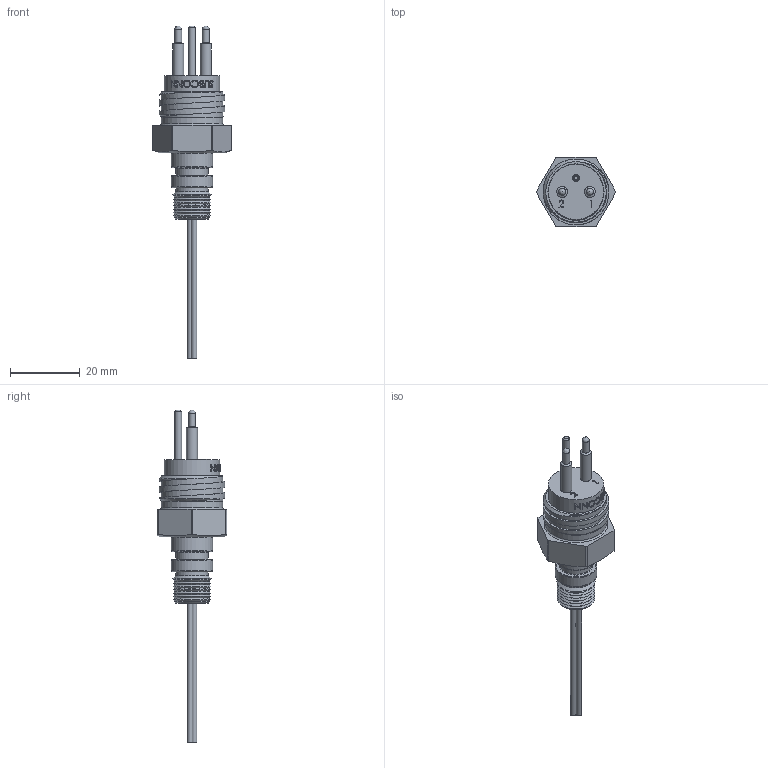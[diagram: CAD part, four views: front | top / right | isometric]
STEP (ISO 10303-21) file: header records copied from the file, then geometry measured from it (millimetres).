
FILE_DESCRIPTION(/* description */ (''),/* implementation_level */ '2;1');
FILE_NAME(/* name */ 'MCBH2M-G2 w 2 o-ring 20mm Hex.stp',/* time_stamp */ '2015-01-05T14:01:22+01:00',/* author */ ('sh'),/* organization */ (''),/* preprocessor_version */ 'ST-DEVELOPER v15.2',/* originating_system */ 'Autodesk Inventor 2014',/* authorisation */ '');
FILE_SCHEMA (('AUTOMOTIVE_DESIGN { 1 0 10303 214 3 1 1 }'));
Length unit declared in the file: inch
Products named in the file (1): MCBH2M-G2 w 2 o-ring 20mm Hex
Bounding box: 22.87 x 19.94 x 95.31 mm (x, y, z)
Volume: 5914.6 mm3; surface area: 6062.9 mm2
Topology: 7 solids, 7 shells, 225 faces, 567 edges, 379 vertices
Faces by surface type: plane 76, bspline 66, cylinder 41, cone 29, torus 13
Full cylindrical faces by diameter (mm): 1.321 x2, 1.524 x2, 1.981 x3, 1.986 x2, 2.007 x1, 3.175 x2, 5.537 x1, 7.264 x1, 9.322 x1, 9.398 x1, 11.918 x2, 13.5 x1, 15.875 x1, 15.9 x1, 17.628 x1, 17.97 x1
Entity records: 12772 total; most frequent: CARTESIAN_POINT 8043, ORIENTED_EDGE 946, DIRECTION 781, EDGE_CURVE 473, VERTEX_POINT 350, EDGE_LOOP 315, AXIS2_PLACEMENT_3D 302, FACE_OUTER_BOUND 225
